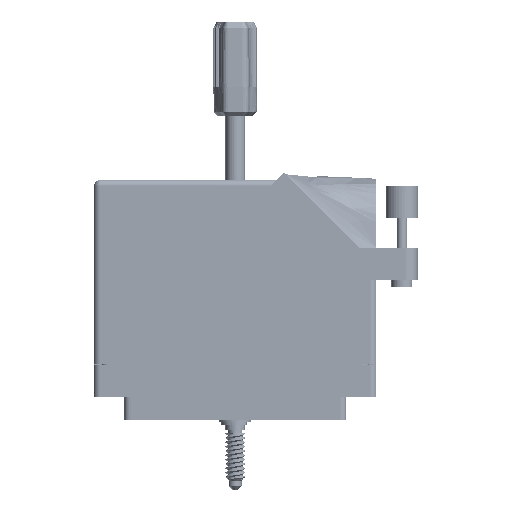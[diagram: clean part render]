
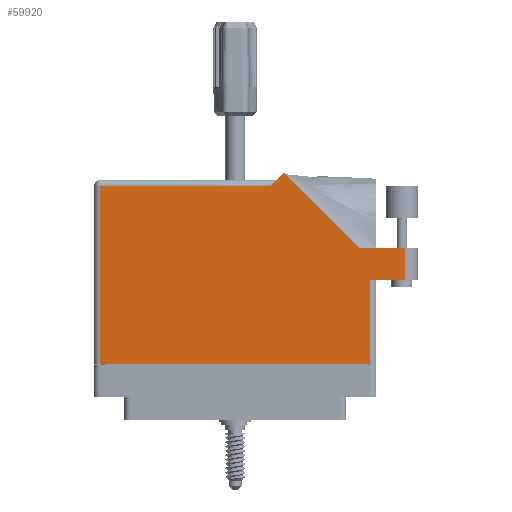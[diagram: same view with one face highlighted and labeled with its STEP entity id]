
A CAD part, front view. The second image highlights one B-rep face of the part: STEP entity #59920.
In plain terms, the highlighted face is planar.
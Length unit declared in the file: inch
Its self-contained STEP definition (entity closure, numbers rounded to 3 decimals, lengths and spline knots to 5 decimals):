
#5045 = VERTEX_POINT ( 'NONE', #36824 ) ;
#5293 = DIRECTION ( 'NONE',  ( 0., -1., 0. ) ) ;
#5554 = LINE ( 'NONE', #14223, #39142 ) ;
#5845 = VERTEX_POINT ( 'NONE', #47906 ) ;
#10884 = DIRECTION ( 'NONE',  ( 0., 1., 0. ) ) ;
#11549 = ORIENTED_EDGE ( 'NONE', *, *, #60402, .T. ) ;
#11679 = EDGE_CURVE ( 'NONE', #68859, #5045, #70906, .T. ) ;
#12403 = CARTESIAN_POINT ( 'NONE',  ( 1.297, -0.1, 0.617 ) ) ;
#12484 = CARTESIAN_POINT ( 'NONE',  ( -1.359, 1.675, 0.617 ) ) ;
#12950 = ORIENTED_EDGE ( 'NONE', *, *, #57606, .T. ) ;
#13280 = CARTESIAN_POINT ( 'NONE',  ( -1.359, 1.613, 0.617 ) ) ;
#13980 = VERTEX_POINT ( 'NONE', #63686 ) ;
#14223 = CARTESIAN_POINT ( 'NONE',  ( -1.359, -0.1, 0.617 ) ) ;
#16742 = DIRECTION ( 'NONE',  ( 0., 1., 0. ) ) ;
#17387 = VECTOR ( 'NONE', #69562, 39.37008 ) ;
#19616 = EDGE_CURVE ( 'NONE', #22682, #85207, #61594, .T. ) ;
#20534 = LINE ( 'NONE', #56080, #17387 ) ;
#21415 = VERTEX_POINT ( 'NONE', #12403 ) ;
#22455 = DIRECTION ( 'NONE',  ( 1., 0., 0. ) ) ;
#22682 = VERTEX_POINT ( 'NONE', #27993 ) ;
#24634 = CARTESIAN_POINT ( 'NONE',  ( 1.634, 1.022, 0.617 ) ) ;
#25277 = EDGE_CURVE ( 'NONE', #5845, #53343, #20534, .T. ) ;
#25449 = ORIENTED_EDGE ( 'NONE', *, *, #19616, .T. ) ;
#25772 = DIRECTION ( 'NONE',  ( -1., 0., 0. ) ) ;
#25861 = ORIENTED_EDGE ( 'NONE', *, *, #25277, .T. ) ;
#26546 = DIRECTION ( 'NONE',  ( 0., 0., -1. ) ) ;
#26951 = LINE ( 'NONE', #36407, #65831 ) ;
#27993 = CARTESIAN_POINT ( 'NONE',  ( 0.337, 1.613, 0.617 ) ) ;
#28016 = LINE ( 'NONE', #65982, #51119 ) ;
#28085 = ORIENTED_EDGE ( 'NONE', *, *, #73910, .T. ) ;
#30407 = EDGE_CURVE ( 'NONE', #53343, #22682, #28016, .T. ) ;
#30622 = LINE ( 'NONE', #73653, #82067 ) ;
#35183 = EDGE_CURVE ( 'NONE', #48087, #21415, #5554, .T. ) ;
#36047 = ORIENTED_EDGE ( 'NONE', *, *, #11679, .T. ) ;
#36407 = CARTESIAN_POINT ( 'NONE',  ( 1.297, 0.715, 0.617 ) ) ;
#36824 = CARTESIAN_POINT ( 'NONE',  ( 1.634, 1.022, 0.617 ) ) ;
#37962 = FACE_OUTER_BOUND ( 'NONE', #55672, .T. ) ;
#38923 = DIRECTION ( 'NONE',  ( -0.707, -0.707, 0. ) ) ;
#39142 = VECTOR ( 'NONE', #67742, 39.37008 ) ;
#40044 = DIRECTION ( 'NONE',  ( -1., 0., 0. ) ) ;
#46545 = PLANE ( 'NONE',  #73887 ) ;
#46914 = VECTOR ( 'NONE', #60266, 39.37008 ) ;
#47906 = CARTESIAN_POINT ( 'NONE',  ( 1.19342, 1.022, 0.617 ) ) ;
#48087 = VERTEX_POINT ( 'NONE', #79991 ) ;
#51119 = VECTOR ( 'NONE', #38923, 39.37008 ) ;
#51713 = ORIENTED_EDGE ( 'NONE', *, *, #35183, .T. ) ;
#52795 = CARTESIAN_POINT ( 'NONE',  ( 0.46971, 1.74571, 0.617 ) ) ;
#53343 = VERTEX_POINT ( 'NONE', #52795 ) ;
#55672 = EDGE_LOOP ( 'NONE', ( #73046, #36047, #12950, #25861, #85726, #25449, #11549, #51713, #28085 ) ) ;
#55777 = CARTESIAN_POINT ( 'NONE',  ( -1.297, 1.613, 0.617 ) ) ;
#56080 = CARTESIAN_POINT ( 'NONE',  ( 1.19342, 1.022, 0.617 ) ) ;
#57606 = EDGE_CURVE ( 'NONE', #5045, #5845, #30622, .T. ) ;
#59001 = LINE ( 'NONE', #85978, #82000 ) ;
#59920 = ADVANCED_FACE ( 'NONE', ( #37962 ), #46545, .F. ) ;
#60266 = DIRECTION ( 'NONE',  ( -1., 0., 0. ) ) ;
#60402 = EDGE_CURVE ( 'NONE', #85207, #48087, #59001, .T. ) ;
#61594 = LINE ( 'NONE', #13280, #46914 ) ;
#62078 = CARTESIAN_POINT ( 'NONE',  ( 1.634, 0.715, 0.617 ) ) ;
#63580 = CARTESIAN_POINT ( 'NONE',  ( 1.359, 0.715, 0.617 ) ) ;
#63686 = CARTESIAN_POINT ( 'NONE',  ( 1.297, 0.715, 0.617 ) ) ;
#65831 = VECTOR ( 'NONE', #16742, 39.37008 ) ;
#65982 = CARTESIAN_POINT ( 'NONE',  ( 0.399, 1.675, 0.617 ) ) ;
#66575 = VECTOR ( 'NONE', #22455, 39.37008 ) ;
#67536 = EDGE_CURVE ( 'NONE', #13980, #68859, #84381, .T. ) ;
#67742 = DIRECTION ( 'NONE',  ( 1., 0., 0. ) ) ;
#68859 = VERTEX_POINT ( 'NONE', #62078 ) ;
#69562 = DIRECTION ( 'NONE',  ( -0.707, 0.707, 0. ) ) ;
#70906 = LINE ( 'NONE', #24634, #73004 ) ;
#73004 = VECTOR ( 'NONE', #10884, 39.37008 ) ;
#73046 = ORIENTED_EDGE ( 'NONE', *, *, #67536, .T. ) ;
#73653 = CARTESIAN_POINT ( 'NONE',  ( 1.759, 1.022, 0.617 ) ) ;
#73887 = AXIS2_PLACEMENT_3D ( 'NONE', #12484, #26546, #40044 ) ;
#73910 = EDGE_CURVE ( 'NONE', #21415, #13980, #26951, .T. ) ;
#79991 = CARTESIAN_POINT ( 'NONE',  ( -1.297, -0.1, 0.617 ) ) ;
#82000 = VECTOR ( 'NONE', #5293, 39.37008 ) ;
#82067 = VECTOR ( 'NONE', #25772, 39.37008 ) ;
#84381 = LINE ( 'NONE', #63580, #66575 ) ;
#85207 = VERTEX_POINT ( 'NONE', #55777 ) ;
#85726 = ORIENTED_EDGE ( 'NONE', *, *, #30407, .T. ) ;
#85978 = CARTESIAN_POINT ( 'NONE',  ( -1.297, -0.1, 0.617 ) ) ;
